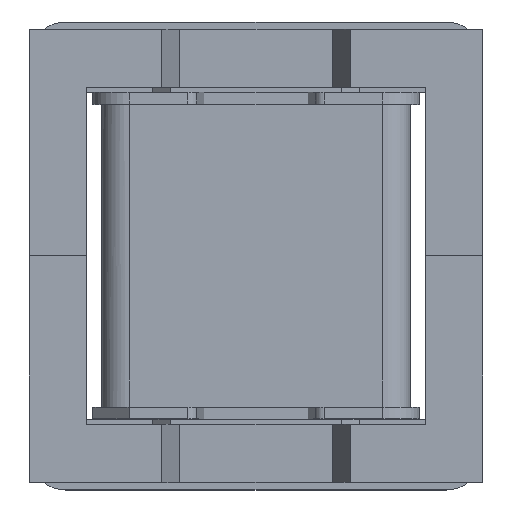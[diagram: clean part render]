
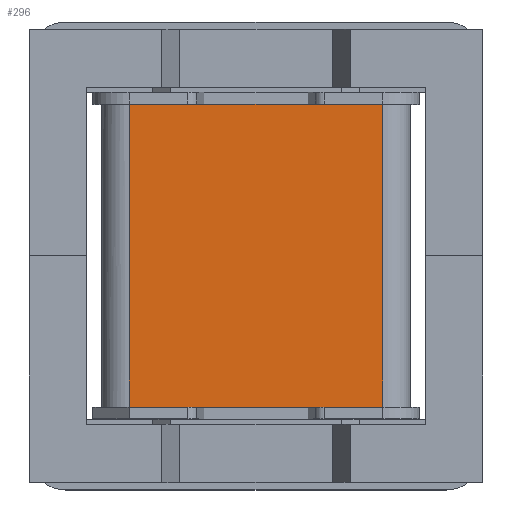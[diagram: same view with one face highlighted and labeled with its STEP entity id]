
A CAD part, top view. The second image highlights one B-rep face of the part: STEP entity #296.
In plain terms, the highlighted planar face has unit normal (0, 0, 1).
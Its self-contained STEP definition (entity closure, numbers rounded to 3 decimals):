
#296 = ADVANCED_FACE( '', ( #708 ), #709, .T. );
#708 = FACE_OUTER_BOUND( '', #1252, .T. );
#709 = PLANE( '', #1253 );
#1252 = EDGE_LOOP( '', ( #2028, #2029, #2030, #2031, #2032, #2033, #2034, #2035 ) );
#1253 = AXIS2_PLACEMENT_3D( '', #2036, #2037, #2038 );
#2028 = ORIENTED_EDGE( '', *, *, #3267, .F. );
#2029 = ORIENTED_EDGE( '', *, *, #3268, .F. );
#2030 = ORIENTED_EDGE( '', *, *, #3269, .T. );
#2031 = ORIENTED_EDGE( '', *, *, #3270, .T. );
#2032 = ORIENTED_EDGE( '', *, *, #3271, .T. );
#2033 = ORIENTED_EDGE( '', *, *, #3272, .T. );
#2034 = ORIENTED_EDGE( '', *, *, #3273, .F. );
#2035 = ORIENTED_EDGE( '', *, *, #3274, .F. );
#2036 = CARTESIAN_POINT( '', ( -7., -8.35, 5.5 ) );
#2037 = DIRECTION( '', ( 0., 0., 1. ) );
#2038 = DIRECTION( '', ( 1., 0., 0. ) );
#3267 = EDGE_CURVE( '', #3970, #3971, #3972, .T. );
#3268 = EDGE_CURVE( '', #3973, #3970, #3974, .T. );
#3269 = EDGE_CURVE( '', #3973, #3975, #3976, .T. );
#3270 = EDGE_CURVE( '', #3975, #3977, #3978, .T. );
#3271 = EDGE_CURVE( '', #3977, #3979, #3980, .T. );
#3272 = EDGE_CURVE( '', #3979, #3981, #3982, .T. );
#3273 = EDGE_CURVE( '', #3983, #3981, #3984, .T. );
#3274 = EDGE_CURVE( '', #3971, #3983, #3985, .T. );
#3970 = VERTEX_POINT( '', #4910 );
#3971 = VERTEX_POINT( '', #4911 );
#3972 = LINE( '', #4912, #4913 );
#3973 = VERTEX_POINT( '', #4914 );
#3974 = LINE( '', #4915, #4916 );
#3975 = VERTEX_POINT( '', #4917 );
#3976 = LINE( '', #4918, #4919 );
#3977 = VERTEX_POINT( '', #4920 );
#3978 = LINE( '', #4921, #4922 );
#3979 = VERTEX_POINT( '', #4923 );
#3980 = LINE( '', #4924, #4925 );
#3981 = VERTEX_POINT( '', #4926 );
#3982 = LINE( '', #4927, #4928 );
#3983 = VERTEX_POINT( '', #4929 );
#3984 = LINE( '', #4930, #4931 );
#3985 = LINE( '', #4932, #4933 );
#4910 = CARTESIAN_POINT( '', ( -7., 8.35, 5.5 ) );
#4911 = CARTESIAN_POINT( '', ( -3.262, 8.35, 5.5 ) );
#4912 = CARTESIAN_POINT( '', ( -7., 8.35, 5.5 ) );
#4913 = VECTOR( '', #5770, 1000. );
#4914 = CARTESIAN_POINT( '', ( -7., -8.35, 5.5 ) );
#4915 = CARTESIAN_POINT( '', ( -7., -8.35, 5.5 ) );
#4916 = VECTOR( '', #5771, 1000. );
#4917 = CARTESIAN_POINT( '', ( -3.262, -8.35, 5.5 ) );
#4918 = CARTESIAN_POINT( '', ( -7., -8.35, 5.5 ) );
#4919 = VECTOR( '', #5772, 1000. );
#4920 = CARTESIAN_POINT( '', ( 3.262, -8.35, 5.5 ) );
#4921 = CARTESIAN_POINT( '', ( -7., -8.35, 5.5 ) );
#4922 = VECTOR( '', #5773, 1000. );
#4923 = CARTESIAN_POINT( '', ( 7., -8.35, 5.5 ) );
#4924 = CARTESIAN_POINT( '', ( -7., -8.35, 5.5 ) );
#4925 = VECTOR( '', #5774, 1000. );
#4926 = CARTESIAN_POINT( '', ( 7., 8.35, 5.5 ) );
#4927 = CARTESIAN_POINT( '', ( 7., -8.35, 5.5 ) );
#4928 = VECTOR( '', #5775, 1000. );
#4929 = CARTESIAN_POINT( '', ( 3.262, 8.35, 5.5 ) );
#4930 = CARTESIAN_POINT( '', ( -7., 8.35, 5.5 ) );
#4931 = VECTOR( '', #5776, 1000. );
#4932 = CARTESIAN_POINT( '', ( -7., 8.35, 5.5 ) );
#4933 = VECTOR( '', #5777, 1000. );
#5770 = DIRECTION( '', ( 1., 0., 0. ) );
#5771 = DIRECTION( '', ( 0., 1., 0. ) );
#5772 = DIRECTION( '', ( 1., 0., 0. ) );
#5773 = DIRECTION( '', ( 1., 0., 0. ) );
#5774 = DIRECTION( '', ( 1., 0., 0. ) );
#5775 = DIRECTION( '', ( 0., 1., 0. ) );
#5776 = DIRECTION( '', ( 1., 0., 0. ) );
#5777 = DIRECTION( '', ( 1., 0., 0. ) );
